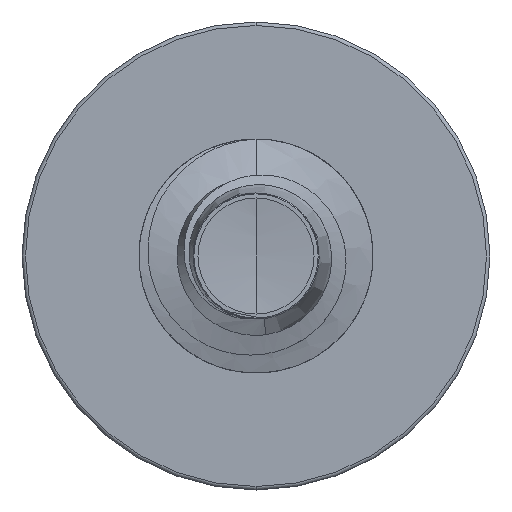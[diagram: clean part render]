
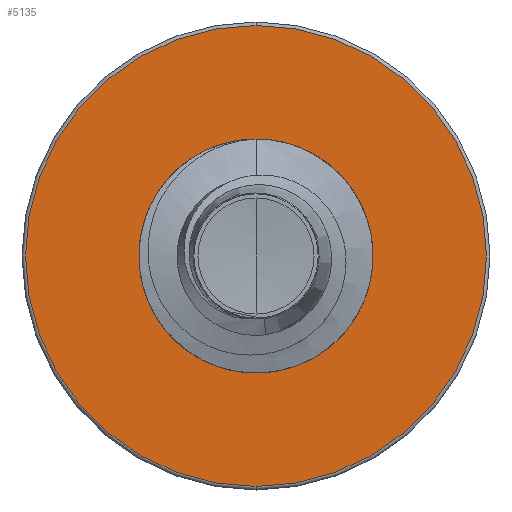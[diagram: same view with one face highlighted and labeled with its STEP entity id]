
A CAD part, front view. The second image highlights one B-rep face of the part: STEP entity #5135.
In plain terms, the highlighted planar face has unit normal (0, -1, 0).
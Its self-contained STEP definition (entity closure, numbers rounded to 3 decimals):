
#1620 = AXIS2_PLACEMENT_3D ( 'NONE', #13871, #2151, #15824 ) ;
#1935 = AXIS2_PLACEMENT_3D ( 'NONE', #15754, #4118, #17701 ) ;
#2151 = DIRECTION ( 'NONE',  ( 0., 1., 0. ) ) ;
#2955 = AXIS2_PLACEMENT_3D ( 'NONE', #9750, #7966, #21498 ) ;
#3329 = VERTEX_POINT ( 'NONE', #14265 ) ;
#4118 = DIRECTION ( 'NONE',  ( 0., 1., 0. ) ) ;
#4543 = VERTEX_POINT ( 'NONE', #21257 ) ;
#4605 = VERTEX_POINT ( 'NONE', #21336 ) ;
#5135 = ADVANCED_FACE ( 'NONE', ( #10013, #24733 ), #6033, .F. ) ;
#5927 = CARTESIAN_POINT ( 'NONE',  ( 0., 20., 4.925 ) ) ;
#6033 = PLANE ( 'NONE',  #2955 ) ;
#7860 = DIRECTION ( 'NONE',  ( 0., 1., 0. ) ) ;
#7966 = DIRECTION ( 'NONE',  ( 0., 1., 0. ) ) ;
#8485 = CIRCLE ( 'NONE', #1935, 4.925 ) ;
#9654 = CIRCLE ( 'NONE', #10021, 2.415 ) ;
#9750 = CARTESIAN_POINT ( 'NONE',  ( 0., 20., -2.415 ) ) ;
#10013 = FACE_OUTER_BOUND ( 'NONE', #11869, .T. ) ;
#10021 = AXIS2_PLACEMENT_3D ( 'NONE', #23310, #11798, #25196 ) ;
#10332 = EDGE_CURVE ( 'NONE', #4543, #10521, #14263, .T. ) ;
#10521 = VERTEX_POINT ( 'NONE', #5927 ) ;
#10677 = EDGE_CURVE ( 'NONE', #10521, #4543, #8485, .T. ) ;
#11798 = DIRECTION ( 'NONE',  ( 0., 1., 0. ) ) ;
#11869 = EDGE_LOOP ( 'NONE', ( #14401, #21649 ) ) ;
#13871 = CARTESIAN_POINT ( 'NONE',  ( 0., 20., 0. ) ) ;
#14263 = CIRCLE ( 'NONE', #21976, 4.925 ) ;
#14265 = CARTESIAN_POINT ( 'NONE',  ( 0., 20., -2.415 ) ) ;
#14401 = ORIENTED_EDGE ( 'NONE', *, *, #10677, .F. ) ;
#14943 = ORIENTED_EDGE ( 'NONE', *, *, #24325, .T. ) ;
#15754 = CARTESIAN_POINT ( 'NONE',  ( 0., 20., 0. ) ) ;
#15824 = DIRECTION ( 'NONE',  ( 0., 0., 1. ) ) ;
#16329 = CIRCLE ( 'NONE', #1620, 2.415 ) ;
#17701 = DIRECTION ( 'NONE',  ( 0., 0., 1. ) ) ;
#18259 = EDGE_LOOP ( 'NONE', ( #14943, #19263 ) ) ;
#19263 = ORIENTED_EDGE ( 'NONE', *, *, #22138, .T. ) ;
#19486 = CARTESIAN_POINT ( 'NONE',  ( 0., 20., 0. ) ) ;
#21257 = CARTESIAN_POINT ( 'NONE',  ( 0., 20., -4.925 ) ) ;
#21336 = CARTESIAN_POINT ( 'NONE',  ( 0., 20., 2.415 ) ) ;
#21394 = DIRECTION ( 'NONE',  ( 0., 0., 1. ) ) ;
#21498 = DIRECTION ( 'NONE',  ( 0., 0., 1. ) ) ;
#21649 = ORIENTED_EDGE ( 'NONE', *, *, #10332, .F. ) ;
#21976 = AXIS2_PLACEMENT_3D ( 'NONE', #19486, #7860, #21394 ) ;
#22138 = EDGE_CURVE ( 'NONE', #3329, #4605, #9654, .T. ) ;
#23310 = CARTESIAN_POINT ( 'NONE',  ( 0., 20., 0. ) ) ;
#24325 = EDGE_CURVE ( 'NONE', #4605, #3329, #16329, .T. ) ;
#24733 = FACE_BOUND ( 'NONE', #18259, .T. ) ;
#25196 = DIRECTION ( 'NONE',  ( 0., 0., 1. ) ) ;
